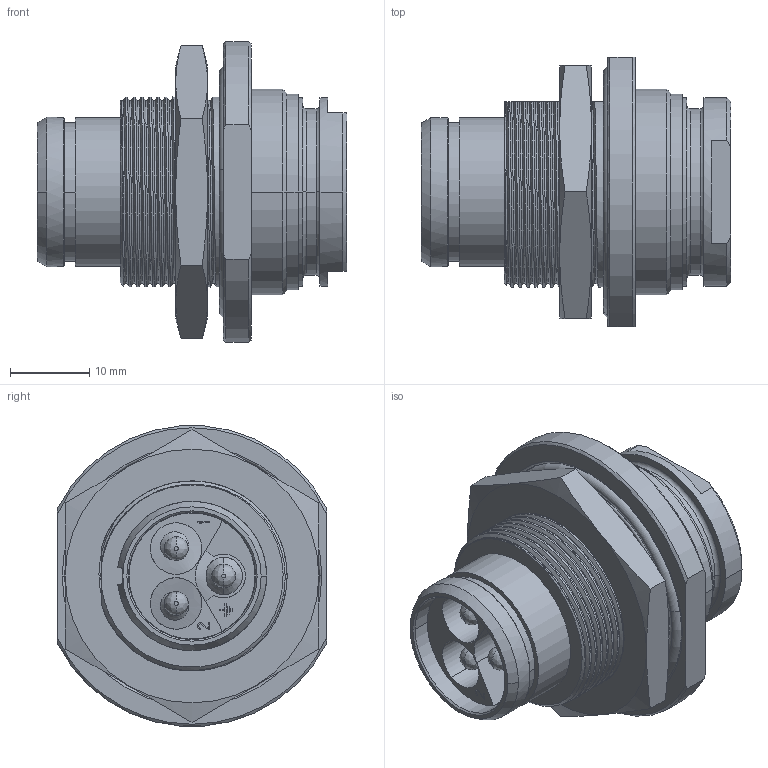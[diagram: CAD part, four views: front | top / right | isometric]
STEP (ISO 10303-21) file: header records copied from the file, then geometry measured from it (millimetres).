
FILE_DESCRIPTION((''),'2;1');
FILE_NAME('1331EVR303AMS_SW0001','2022-05-24T16:20:45',('cgregory'),('NET AG system integration'),'CREO PARAMETRIC BY PTC INC, 2021404','CREO PARAMETRIC BY PTC INC, 2021404','');
FILE_SCHEMA(('AUTOMOTIVE_DESIGN { 1 0 10303 214 1 1 1 1 }'));
Length unit declared in the file: millimetre
Products named in the file (1): 1331EVR303AMS_SW0001
Bounding box: 39.1 x 34 x 37.86 mm (x, y, z)
Volume: 16619.4 mm3; surface area: 9785.2 mm2
Topology: 2 solids, 2 shells, 268 faces, 696 edges, 448 vertices
Faces by surface type: plane 106, cylinder 58, bspline 46, cone 42, torus 16
Entity records: 20491 total; most frequent: CARTESIAN_POINT 13153, ORIENTED_EDGE 1392, DIRECTION 1111, EDGE_CURVE 696, VERTEX_POINT 448, AXIS2_PLACEMENT_3D 406, VECTOR 296, LINE 296
